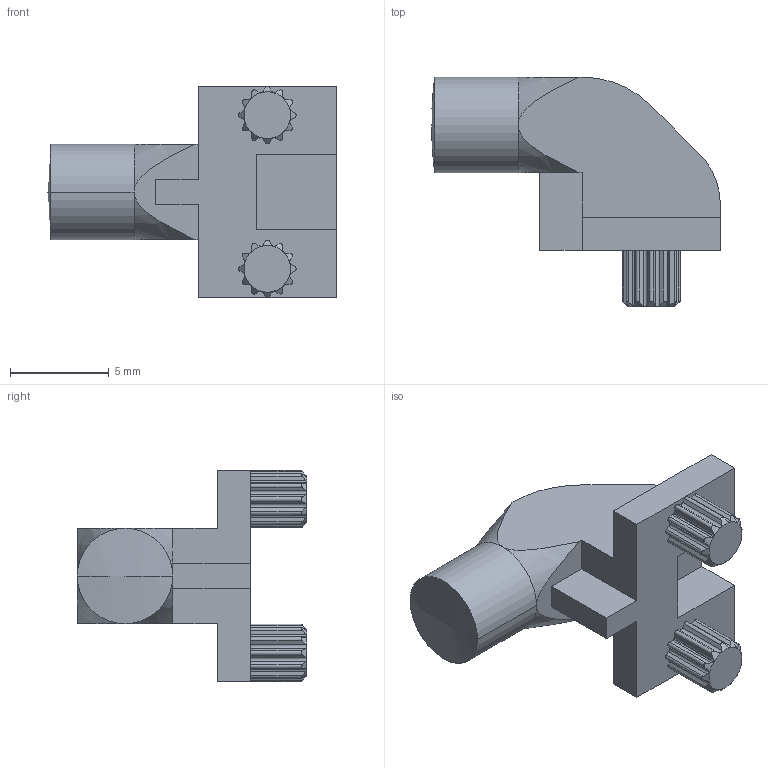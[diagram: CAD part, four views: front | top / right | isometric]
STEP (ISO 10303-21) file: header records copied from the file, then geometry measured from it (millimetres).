
FILE_DESCRIPTION((''),'2;1');
FILE_NAME('5151011','2010-02-26T',('ferriga'),(''),'PRO/ENGINEER BY PARAMETRIC TECHNOLOGY CORPORATION, 2009140','PRO/ENGINEER BY PARAMETRIC TECHNOLOGY CORPORATION, 2009140','');
FILE_SCHEMA(('CONFIG_CONTROL_DESIGN'));
Length unit declared in the file: inch
Products named in the file (1): 5151011
Bounding box: 14.61 x 11.61 x 10.72 mm (x, y, z)
Volume: 456.3 mm3; surface area: 548.1 mm2
Topology: 1 solids, 1 shells, 169 faces, 456 edges, 289 vertices
Faces by surface type: plane 71, cylinder 68, cone 28, sphere 2
Entity records: 5676 total; most frequent: CARTESIAN_POINT 1576, ORIENTED_EDGE 908, DIRECTION 772, EDGE_CURVE 454, VERTEX_POINT 289, AXIS2_PLACEMENT_3D 277, VECTOR 218, LINE 218
